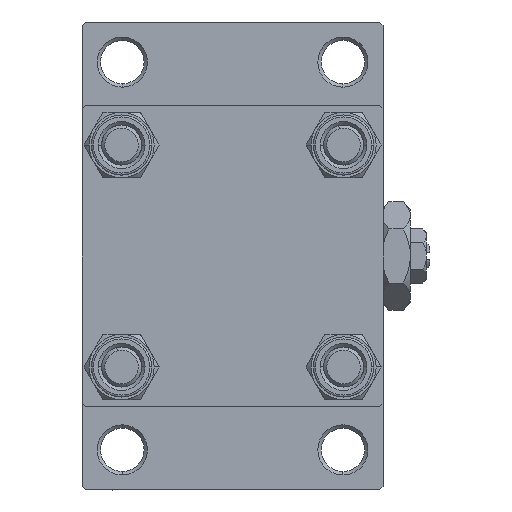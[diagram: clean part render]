
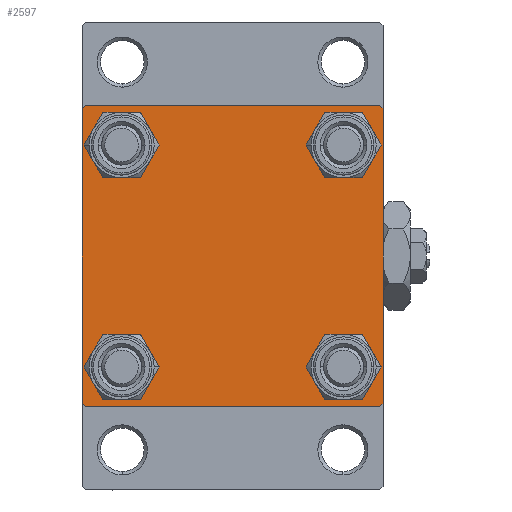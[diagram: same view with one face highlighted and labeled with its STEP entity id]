
A CAD part, left-side view. The second image highlights one B-rep face of the part: STEP entity #2597.
In plain terms, the highlighted planar face has unit normal (-1, 0, 0).
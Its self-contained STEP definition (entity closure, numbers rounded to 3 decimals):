
#208 = DIRECTION ( 'NONE',  ( 0., 0., -1. ) ) ;
#434 = FACE_BOUND ( 'NONE', #32234, .T. ) ;
#1027 = CARTESIAN_POINT ( 'NONE',  ( 0., -16.6, -13.1 ) ) ;
#1213 = VERTEX_POINT ( 'NONE', #39000 ) ;
#1375 = ORIENTED_EDGE ( 'NONE', *, *, #36457, .T. ) ;
#1415 = EDGE_CURVE ( 'NONE', #34268, #11734, #46507, .T. ) ;
#1553 = VERTEX_POINT ( 'NONE', #6916 ) ;
#2157 = VECTOR ( 'NONE', #8579, 1000. ) ;
#2597 = ADVANCED_FACE ( 'NONE', ( #3690, #30969, #18825, #434, #26282 ), #7418, .T. ) ;
#3528 = VECTOR ( 'NONE', #18660, 1000. ) ;
#3690 = FACE_BOUND ( 'NONE', #34990, .T. ) ;
#4110 = LINE ( 'NONE', #19256, #4255 ) ;
#4255 = VECTOR ( 'NONE', #36106, 1000. ) ;
#4433 = LINE ( 'NONE', #8182, #21568 ) ;
#4446 = EDGE_CURVE ( 'NONE', #6860, #29561, #11879, .T. ) ;
#4480 = CARTESIAN_POINT ( 'NONE',  ( 0., 16.6, 16.6 ) ) ;
#4607 = ORIENTED_EDGE ( 'NONE', *, *, #36162, .F. ) ;
#5061 = ORIENTED_EDGE ( 'NONE', *, *, #46571, .T. ) ;
#5263 = VECTOR ( 'NONE', #208, 1000. ) ;
#5615 = EDGE_CURVE ( 'NONE', #25935, #24447, #38129, .T. ) ;
#6024 = AXIS2_PLACEMENT_3D ( 'NONE', #26520, #45845, #23518 ) ;
#6045 = VERTEX_POINT ( 'NONE', #17119 ) ;
#6371 = CIRCLE ( 'NONE', #45208, 3.5 ) ;
#6425 = CARTESIAN_POINT ( 'NONE',  ( 0., -22.5, 22.5 ) ) ;
#6696 = CARTESIAN_POINT ( 'NONE',  ( 0., -16.6, 16.6 ) ) ;
#6860 = VERTEX_POINT ( 'NONE', #29665 ) ;
#6916 = CARTESIAN_POINT ( 'NONE',  ( 0., 16.6, -20.1 ) ) ;
#7418 = PLANE ( 'NONE',  #6024 ) ;
#8182 = CARTESIAN_POINT ( 'NONE',  ( 0., 22.25, 22.25 ) ) ;
#8272 = CIRCLE ( 'NONE', #25703, 3.5 ) ;
#8579 = DIRECTION ( 'NONE',  ( 0., -0.707, 0.707 ) ) ;
#8925 = DIRECTION ( 'NONE',  ( 0., 0., 1. ) ) ;
#9268 = EDGE_CURVE ( 'NONE', #1553, #32797, #18146, .T. ) ;
#9360 = LINE ( 'NONE', #16312, #23221 ) ;
#9593 = ORIENTED_EDGE ( 'NONE', *, *, #48501, .T. ) ;
#9666 = VERTEX_POINT ( 'NONE', #44839 ) ;
#9921 = DIRECTION ( 'NONE',  ( 0., 0., 1. ) ) ;
#10033 = DIRECTION ( 'NONE',  ( 0., 0., 1. ) ) ;
#11734 = VERTEX_POINT ( 'NONE', #1027 ) ;
#11879 = LINE ( 'NONE', #24196, #5263 ) ;
#12162 = ORIENTED_EDGE ( 'NONE', *, *, #28666, .T. ) ;
#12477 = CARTESIAN_POINT ( 'NONE',  ( 0., -16.6, 20.1 ) ) ;
#12796 = ORIENTED_EDGE ( 'NONE', *, *, #9268, .T. ) ;
#13547 = EDGE_CURVE ( 'NONE', #32797, #1553, #28602, .T. ) ;
#14145 = DIRECTION ( 'NONE',  ( 0., 0., 1. ) ) ;
#14157 = EDGE_CURVE ( 'NONE', #14995, #24447, #28026, .T. ) ;
#14255 = ORIENTED_EDGE ( 'NONE', *, *, #5615, .T. ) ;
#14507 = DIRECTION ( 'NONE',  ( 0., -1., 0. ) ) ;
#14981 = CIRCLE ( 'NONE', #49033, 3.5 ) ;
#14995 = VERTEX_POINT ( 'NONE', #21312 ) ;
#16025 = CARTESIAN_POINT ( 'NONE',  ( 0., -22.25, -22.25 ) ) ;
#16059 = EDGE_CURVE ( 'NONE', #35353, #21075, #6371, .T. ) ;
#16292 = EDGE_LOOP ( 'NONE', ( #36518, #12796 ) ) ;
#16312 = CARTESIAN_POINT ( 'NONE',  ( 0., 22.5, -22.5 ) ) ;
#17044 = DIRECTION ( 'NONE',  ( 0., -1., 0. ) ) ;
#17119 = CARTESIAN_POINT ( 'NONE',  ( 0., 16.6, 13.1 ) ) ;
#17394 = CARTESIAN_POINT ( 'NONE',  ( 0., -16.6, 16.6 ) ) ;
#18127 = DIRECTION ( 'NONE',  ( 0., 0., 1. ) ) ;
#18146 = CIRCLE ( 'NONE', #30799, 3.5 ) ;
#18218 = LINE ( 'NONE', #33361, #36864 ) ;
#18413 = LINE ( 'NONE', #45927, #3528 ) ;
#18660 = DIRECTION ( 'NONE',  ( 0., 0.707, 0.707 ) ) ;
#18825 = FACE_BOUND ( 'NONE', #16292, .T. ) ;
#19256 = CARTESIAN_POINT ( 'NONE',  ( 0., 22.25, -22.25 ) ) ;
#19433 = CARTESIAN_POINT ( 'NONE',  ( 0., 22.5, -22. ) ) ;
#19666 = AXIS2_PLACEMENT_3D ( 'NONE', #17394, #47664, #20628 ) ;
#20628 = DIRECTION ( 'NONE',  ( 0., 0., 1. ) ) ;
#21075 = VERTEX_POINT ( 'NONE', #45740 ) ;
#21312 = CARTESIAN_POINT ( 'NONE',  ( 0., -22.5, 22. ) ) ;
#21337 = CARTESIAN_POINT ( 'NONE',  ( 0., 16.6, 16.6 ) ) ;
#21568 = VECTOR ( 'NONE', #37975, 1000. ) ;
#21864 = DIRECTION ( 'NONE',  ( 1., 0., 0. ) ) ;
#22603 = AXIS2_PLACEMENT_3D ( 'NONE', #21337, #24318, #9921 ) ;
#23221 = VECTOR ( 'NONE', #17044, 1000. ) ;
#23349 = CARTESIAN_POINT ( 'NONE',  ( 0., -16.6, -16.6 ) ) ;
#23518 = DIRECTION ( 'NONE',  ( 0., 0., 1. ) ) ;
#23667 = CARTESIAN_POINT ( 'NONE',  ( 0., -16.6, -20.1 ) ) ;
#24196 = CARTESIAN_POINT ( 'NONE',  ( 0., 22.5, 22.5 ) ) ;
#24318 = DIRECTION ( 'NONE',  ( 1., 0., 0. ) ) ;
#24447 = VERTEX_POINT ( 'NONE', #36689 ) ;
#25354 = ORIENTED_EDGE ( 'NONE', *, *, #33673, .T. ) ;
#25411 = AXIS2_PLACEMENT_3D ( 'NONE', #40533, #47482, #10033 ) ;
#25703 = AXIS2_PLACEMENT_3D ( 'NONE', #4480, #47128, #14145 ) ;
#25935 = VERTEX_POINT ( 'NONE', #48820 ) ;
#26282 = FACE_OUTER_BOUND ( 'NONE', #44424, .T. ) ;
#26520 = CARTESIAN_POINT ( 'NONE',  ( 0., 0., 0. ) ) ;
#28026 = LINE ( 'NONE', #6425, #48426 ) ;
#28602 = CIRCLE ( 'NONE', #25411, 3.5 ) ;
#28640 = ORIENTED_EDGE ( 'NONE', *, *, #30369, .T. ) ;
#28666 = EDGE_CURVE ( 'NONE', #1213, #6860, #4433, .T. ) ;
#29517 = CARTESIAN_POINT ( 'NONE',  ( 0., -22., 22.5 ) ) ;
#29561 = VERTEX_POINT ( 'NONE', #19433 ) ;
#29665 = CARTESIAN_POINT ( 'NONE',  ( 0., 22.5, 22. ) ) ;
#30369 = EDGE_CURVE ( 'NONE', #40795, #25935, #9360, .T. ) ;
#30799 = AXIS2_PLACEMENT_3D ( 'NONE', #35581, #31862, #36318 ) ;
#30850 = EDGE_LOOP ( 'NONE', ( #9593, #35965 ) ) ;
#30969 = FACE_BOUND ( 'NONE', #30850, .T. ) ;
#31862 = DIRECTION ( 'NONE',  ( 1., 0., 0. ) ) ;
#32234 = EDGE_LOOP ( 'NONE', ( #1375, #25354 ) ) ;
#32797 = VERTEX_POINT ( 'NONE', #41360 ) ;
#32863 = EDGE_CURVE ( 'NONE', #29561, #40795, #4110, .T. ) ;
#33361 = CARTESIAN_POINT ( 'NONE',  ( 0., 22.5, 22.5 ) ) ;
#33497 = EDGE_CURVE ( 'NONE', #14995, #48761, #18413, .T. ) ;
#33673 = EDGE_CURVE ( 'NONE', #6045, #9666, #8272, .T. ) ;
#33719 = CIRCLE ( 'NONE', #22603, 3.5 ) ;
#34268 = VERTEX_POINT ( 'NONE', #23667 ) ;
#34990 = EDGE_LOOP ( 'NONE', ( #47221, #5061 ) ) ;
#35353 = VERTEX_POINT ( 'NONE', #12477 ) ;
#35468 = ORIENTED_EDGE ( 'NONE', *, *, #14157, .F. ) ;
#35581 = CARTESIAN_POINT ( 'NONE',  ( 0., 16.6, -16.6 ) ) ;
#35965 = ORIENTED_EDGE ( 'NONE', *, *, #1415, .T. ) ;
#36106 = DIRECTION ( 'NONE',  ( 0., -0.707, -0.707 ) ) ;
#36162 = EDGE_CURVE ( 'NONE', #1213, #48761, #18218, .T. ) ;
#36318 = DIRECTION ( 'NONE',  ( 0., 0., 1. ) ) ;
#36457 = EDGE_CURVE ( 'NONE', #9666, #6045, #33719, .T. ) ;
#36518 = ORIENTED_EDGE ( 'NONE', *, *, #13547, .T. ) ;
#36689 = CARTESIAN_POINT ( 'NONE',  ( 0., -22.5, -22. ) ) ;
#36864 = VECTOR ( 'NONE', #14507, 1000. ) ;
#36980 = DIRECTION ( 'NONE',  ( 1., 0., 0. ) ) ;
#37883 = ORIENTED_EDGE ( 'NONE', *, *, #33497, .T. ) ;
#37975 = DIRECTION ( 'NONE',  ( 0., 0.707, -0.707 ) ) ;
#38129 = LINE ( 'NONE', #16025, #2157 ) ;
#39000 = CARTESIAN_POINT ( 'NONE',  ( 0., 22., 22.5 ) ) ;
#39325 = CARTESIAN_POINT ( 'NONE',  ( 0., 22., -22.5 ) ) ;
#40533 = CARTESIAN_POINT ( 'NONE',  ( 0., 16.6, -16.6 ) ) ;
#40712 = CARTESIAN_POINT ( 'NONE',  ( 0., -16.6, -16.6 ) ) ;
#40795 = VERTEX_POINT ( 'NONE', #39325 ) ;
#41360 = CARTESIAN_POINT ( 'NONE',  ( 0., 16.6, -13.1 ) ) ;
#41782 = AXIS2_PLACEMENT_3D ( 'NONE', #40712, #21864, #18127 ) ;
#42193 = DIRECTION ( 'NONE',  ( 1., 0., 0. ) ) ;
#43397 = DIRECTION ( 'NONE',  ( 0., 0., -1. ) ) ;
#44424 = EDGE_LOOP ( 'NONE', ( #46812, #46975, #28640, #14255, #35468, #37883, #4607, #12162 ) ) ;
#44839 = CARTESIAN_POINT ( 'NONE',  ( 0., 16.6, 20.1 ) ) ;
#45208 = AXIS2_PLACEMENT_3D ( 'NONE', #6696, #36980, #47884 ) ;
#45740 = CARTESIAN_POINT ( 'NONE',  ( 0., -16.6, 13.1 ) ) ;
#45798 = CIRCLE ( 'NONE', #19666, 3.5 ) ;
#45845 = DIRECTION ( 'NONE',  ( -1., 0., 0. ) ) ;
#45927 = CARTESIAN_POINT ( 'NONE',  ( 0., -22.25, 22.25 ) ) ;
#46507 = CIRCLE ( 'NONE', #41782, 3.5 ) ;
#46571 = EDGE_CURVE ( 'NONE', #21075, #35353, #45798, .T. ) ;
#46812 = ORIENTED_EDGE ( 'NONE', *, *, #4446, .T. ) ;
#46975 = ORIENTED_EDGE ( 'NONE', *, *, #32863, .T. ) ;
#47128 = DIRECTION ( 'NONE',  ( 1., 0., 0. ) ) ;
#47221 = ORIENTED_EDGE ( 'NONE', *, *, #16059, .T. ) ;
#47482 = DIRECTION ( 'NONE',  ( 1., 0., 0. ) ) ;
#47664 = DIRECTION ( 'NONE',  ( 1., 0., 0. ) ) ;
#47884 = DIRECTION ( 'NONE',  ( 0., 0., 1. ) ) ;
#48426 = VECTOR ( 'NONE', #43397, 1000. ) ;
#48501 = EDGE_CURVE ( 'NONE', #11734, #34268, #14981, .T. ) ;
#48761 = VERTEX_POINT ( 'NONE', #29517 ) ;
#48820 = CARTESIAN_POINT ( 'NONE',  ( 0., -22., -22.5 ) ) ;
#49033 = AXIS2_PLACEMENT_3D ( 'NONE', #23349, #42193, #8925 ) ;
